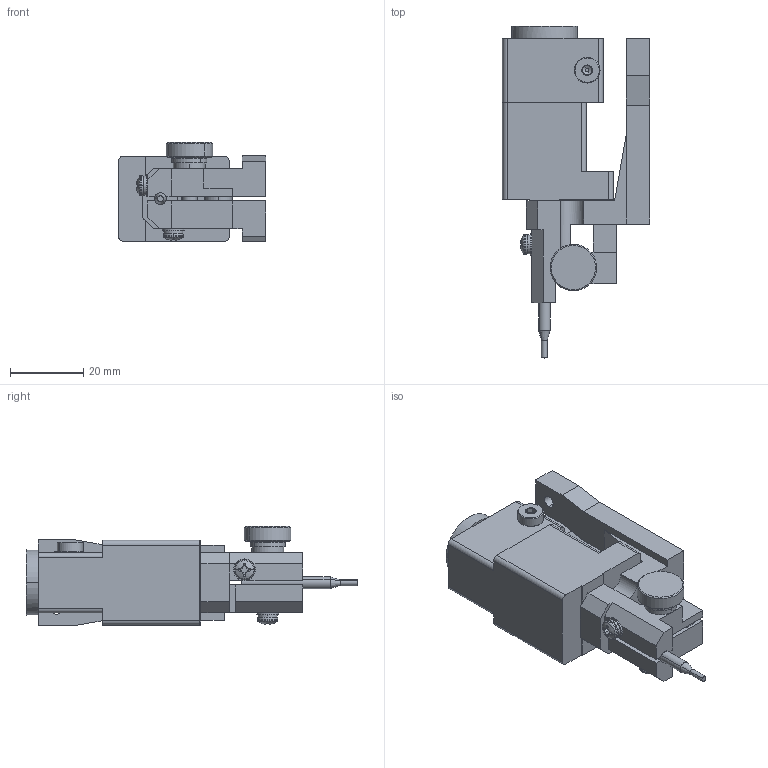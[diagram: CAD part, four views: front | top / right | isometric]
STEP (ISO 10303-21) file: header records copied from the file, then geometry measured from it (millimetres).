
FILE_DESCRIPTION (( 'STEP AP203' ), '1' );
FILE_NAME ('HOLDER ASSY UNITIP2.STEP', '2018-11-05T23:00:10', ( 'USER-PC' ), ( '' ), 'SwSTEP 2.0', 'SolidWorks 2016', '' );
FILE_SCHEMA (( 'CONFIG_CONTROL_DESIGN' ));
Length unit declared in the file: millimetre
Products named in the file (1): HOLDER ASSY UNITIP2
Bounding box: 40.13 x 90.55 x 27.02 mm (x, y, z)
Volume: 33644.8 mm3; surface area: 18408 mm2
Topology: 7 solids, 9 shells, 369 faces, 898 edges, 568 vertices
Faces by surface type: plane 186, cylinder 107, cone 59, torus 12, sphere 4, bspline 1
Entity records: 11251 total; most frequent: CARTESIAN_POINT 2266, DIRECTION 1956, ORIENTED_EDGE 1796, EDGE_CURVE 898, AXIS2_PLACEMENT_3D 738, VERTEX_POINT 568, LINE 480, VECTOR 480
